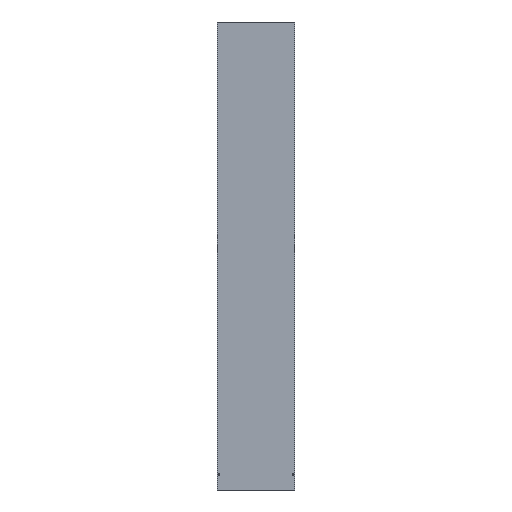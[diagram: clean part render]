
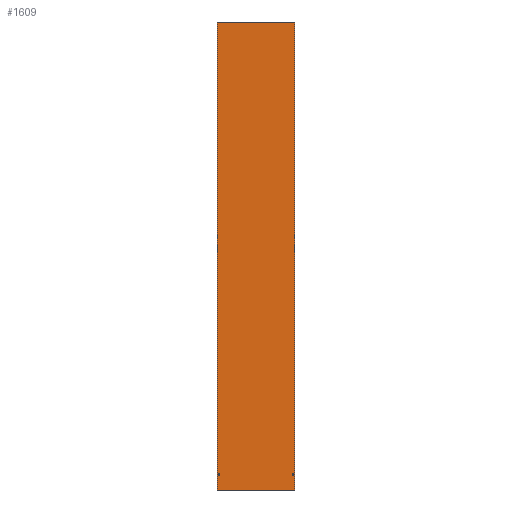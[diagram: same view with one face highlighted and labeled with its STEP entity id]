
A CAD part, front view. The second image highlights one B-rep face of the part: STEP entity #1609.
In plain terms, the highlighted planar face has unit normal (0, -1, 0).
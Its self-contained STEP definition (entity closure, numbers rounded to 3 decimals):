
#33 = CARTESIAN_POINT ( 'NONE',  ( -248.25, -0.75, 3000. ) ) ;
#48 = CARTESIAN_POINT ( 'NONE',  ( -247.25, -0.75, 3000. ) ) ;
#73 = CIRCLE ( 'NONE', #441, 5. ) ;
#74 = LINE ( 'NONE', #1493, #97 ) ;
#77 = CARTESIAN_POINT ( 'NONE',  ( 248.25, -0.75, 0. ) ) ;
#86 = CARTESIAN_POINT ( 'NONE',  ( -237., -0.75, 105. ) ) ;
#97 = VECTOR ( 'NONE', #609, 1000. ) ;
#184 = CIRCLE ( 'NONE', #230, 5. ) ;
#192 = VERTEX_POINT ( 'NONE', #1541 ) ;
#205 = FACE_BOUND ( 'NONE', #517, .T. ) ;
#218 = VERTEX_POINT ( 'NONE', #489 ) ;
#230 = AXIS2_PLACEMENT_3D ( 'NONE', #467, #1206, #1640 ) ;
#259 = EDGE_LOOP ( 'NONE', ( #1267, #1247 ) ) ;
#264 = VERTEX_POINT ( 'NONE', #1574 ) ;
#275 = EDGE_CURVE ( 'NONE', #829, #1933, #1585, .T. ) ;
#307 = VERTEX_POINT ( 'NONE', #1416 ) ;
#335 = ORIENTED_EDGE ( 'NONE', *, *, #1684, .F. ) ;
#391 = AXIS2_PLACEMENT_3D ( 'NONE', #1793, #898, #1816 ) ;
#396 = DIRECTION ( 'NONE',  ( 0., 0., -1. ) ) ;
#409 = DIRECTION ( 'NONE',  ( 1., 0., 0. ) ) ;
#436 = LINE ( 'NONE', #1821, #527 ) ;
#441 = AXIS2_PLACEMENT_3D ( 'NONE', #542, #1148, #1001 ) ;
#443 = LINE ( 'NONE', #77, #1261 ) ;
#467 = CARTESIAN_POINT ( 'NONE',  ( -237., -0.75, 100. ) ) ;
#481 = DIRECTION ( 'NONE',  ( -1., 0., 0. ) ) ;
#489 = CARTESIAN_POINT ( 'NONE',  ( 237., -0.75, 105. ) ) ;
#517 = EDGE_LOOP ( 'NONE', ( #994, #1012 ) ) ;
#527 = VECTOR ( 'NONE', #481, 1000. ) ;
#542 = CARTESIAN_POINT ( 'NONE',  ( 237., -0.75, 100. ) ) ;
#578 = EDGE_CURVE ( 'NONE', #770, #913, #74, .T. ) ;
#609 = DIRECTION ( 'NONE',  ( 0., 0., -1. ) ) ;
#615 = VERTEX_POINT ( 'NONE', #1085 ) ;
#622 = CARTESIAN_POINT ( 'NONE',  ( -248.25, -0.75, 3000. ) ) ;
#647 = CARTESIAN_POINT ( 'NONE',  ( 249., -0.75, 3000. ) ) ;
#660 = VERTEX_POINT ( 'NONE', #48 ) ;
#690 = ORIENTED_EDGE ( 'NONE', *, *, #1655, .T. ) ;
#717 = ORIENTED_EDGE ( 'NONE', *, *, #1726, .F. ) ;
#727 = EDGE_CURVE ( 'NONE', #264, #913, #443, .T. ) ;
#751 = DIRECTION ( 'NONE',  ( 0., 0., -1. ) ) ;
#758 = PLANE ( 'NONE',  #391 ) ;
#764 = VERTEX_POINT ( 'NONE', #797 ) ;
#770 = VERTEX_POINT ( 'NONE', #647 ) ;
#797 = CARTESIAN_POINT ( 'NONE',  ( -249., -0.75, 3000. ) ) ;
#829 = VERTEX_POINT ( 'NONE', #86 ) ;
#841 = CARTESIAN_POINT ( 'NONE',  ( 237., -0.75, 100. ) ) ;
#860 = EDGE_CURVE ( 'NONE', #307, #218, #73, .T. ) ;
#885 = EDGE_CURVE ( 'NONE', #218, #307, #1870, .T. ) ;
#898 = DIRECTION ( 'NONE',  ( 0., 1., 0. ) ) ;
#913 = VERTEX_POINT ( 'NONE', #1891 ) ;
#926 = FACE_OUTER_BOUND ( 'NONE', #1063, .T. ) ;
#946 = LINE ( 'NONE', #622, #1580 ) ;
#950 = LINE ( 'NONE', #1179, #1843 ) ;
#994 = ORIENTED_EDGE ( 'NONE', *, *, #860, .F. ) ;
#1001 = DIRECTION ( 'NONE',  ( 0., 0., -1. ) ) ;
#1012 = ORIENTED_EDGE ( 'NONE', *, *, #885, .F. ) ;
#1019 = ORIENTED_EDGE ( 'NONE', *, *, #1024, .T. ) ;
#1024 = EDGE_CURVE ( 'NONE', #1412, #264, #950, .T. ) ;
#1060 = ORIENTED_EDGE ( 'NONE', *, *, #727, .T. ) ;
#1063 = EDGE_LOOP ( 'NONE', ( #1019, #1060, #1829, #335, #717, #1765, #690, #1827 ) ) ;
#1078 = FACE_BOUND ( 'NONE', #259, .T. ) ;
#1085 = CARTESIAN_POINT ( 'NONE',  ( 247.25, -0.75, 3000. ) ) ;
#1125 = DIRECTION ( 'NONE',  ( 0., 0., -1. ) ) ;
#1148 = DIRECTION ( 'NONE',  ( 0., -1., 0. ) ) ;
#1167 = EDGE_CURVE ( 'NONE', #1412, #192, #1603, .T. ) ;
#1179 = CARTESIAN_POINT ( 'NONE',  ( -248.25, -0.75, 0. ) ) ;
#1206 = DIRECTION ( 'NONE',  ( 0., -1., 0. ) ) ;
#1211 = CARTESIAN_POINT ( 'NONE',  ( -249., -0.75, 3000. ) ) ;
#1213 = VECTOR ( 'NONE', #1786, 1000. ) ;
#1222 = DIRECTION ( 'NONE',  ( 1., 0., 0. ) ) ;
#1247 = ORIENTED_EDGE ( 'NONE', *, *, #275, .F. ) ;
#1261 = VECTOR ( 'NONE', #1695, 1000. ) ;
#1267 = ORIENTED_EDGE ( 'NONE', *, *, #1715, .F. ) ;
#1270 = CARTESIAN_POINT ( 'NONE',  ( -237., -0.75, 100. ) ) ;
#1287 = DIRECTION ( 'NONE',  ( 0., -1., 0. ) ) ;
#1351 = LINE ( 'NONE', #33, #1444 ) ;
#1374 = LINE ( 'NONE', #1211, #1468 ) ;
#1412 = VERTEX_POINT ( 'NONE', #1427 ) ;
#1416 = CARTESIAN_POINT ( 'NONE',  ( 237., -0.75, 95. ) ) ;
#1425 = AXIS2_PLACEMENT_3D ( 'NONE', #1270, #1866, #1125 ) ;
#1427 = CARTESIAN_POINT ( 'NONE',  ( -247.25, -0.75, 0. ) ) ;
#1444 = VECTOR ( 'NONE', #1222, 1000. ) ;
#1468 = VECTOR ( 'NONE', #751, 1000. ) ;
#1482 = DIRECTION ( 'NONE',  ( 1., 0., 0. ) ) ;
#1493 = CARTESIAN_POINT ( 'NONE',  ( 249., -0.75, 3000. ) ) ;
#1541 = CARTESIAN_POINT ( 'NONE',  ( -249., -0.75, 0. ) ) ;
#1568 = CARTESIAN_POINT ( 'NONE',  ( -237., -0.75, 95. ) ) ;
#1574 = CARTESIAN_POINT ( 'NONE',  ( 247.25, -0.75, 0. ) ) ;
#1580 = VECTOR ( 'NONE', #1482, 1000. ) ;
#1585 = CIRCLE ( 'NONE', #1425, 5. ) ;
#1603 = LINE ( 'NONE', #1627, #1213 ) ;
#1609 = ADVANCED_FACE ( 'NONE', ( #205, #1078, #926 ), #758, .F. ) ;
#1627 = CARTESIAN_POINT ( 'NONE',  ( -248.25, -0.75, 0. ) ) ;
#1640 = DIRECTION ( 'NONE',  ( 0., 0., -1. ) ) ;
#1655 = EDGE_CURVE ( 'NONE', #764, #192, #1374, .T. ) ;
#1684 = EDGE_CURVE ( 'NONE', #615, #770, #1351, .T. ) ;
#1695 = DIRECTION ( 'NONE',  ( 1., 0., 0. ) ) ;
#1715 = EDGE_CURVE ( 'NONE', #1933, #829, #184, .T. ) ;
#1726 = EDGE_CURVE ( 'NONE', #660, #615, #946, .T. ) ;
#1741 = AXIS2_PLACEMENT_3D ( 'NONE', #841, #1287, #396 ) ;
#1765 = ORIENTED_EDGE ( 'NONE', *, *, #1818, .T. ) ;
#1786 = DIRECTION ( 'NONE',  ( -1., 0., 0. ) ) ;
#1793 = CARTESIAN_POINT ( 'NONE',  ( -248.25, -0.75, 3000. ) ) ;
#1816 = DIRECTION ( 'NONE',  ( 0., 0., 1. ) ) ;
#1818 = EDGE_CURVE ( 'NONE', #660, #764, #436, .T. ) ;
#1821 = CARTESIAN_POINT ( 'NONE',  ( -247.25, -0.75, 3000. ) ) ;
#1827 = ORIENTED_EDGE ( 'NONE', *, *, #1167, .F. ) ;
#1829 = ORIENTED_EDGE ( 'NONE', *, *, #578, .F. ) ;
#1843 = VECTOR ( 'NONE', #409, 1000. ) ;
#1866 = DIRECTION ( 'NONE',  ( 0., -1., 0. ) ) ;
#1870 = CIRCLE ( 'NONE', #1741, 5. ) ;
#1891 = CARTESIAN_POINT ( 'NONE',  ( 249., -0.75, 0. ) ) ;
#1933 = VERTEX_POINT ( 'NONE', #1568 ) ;
